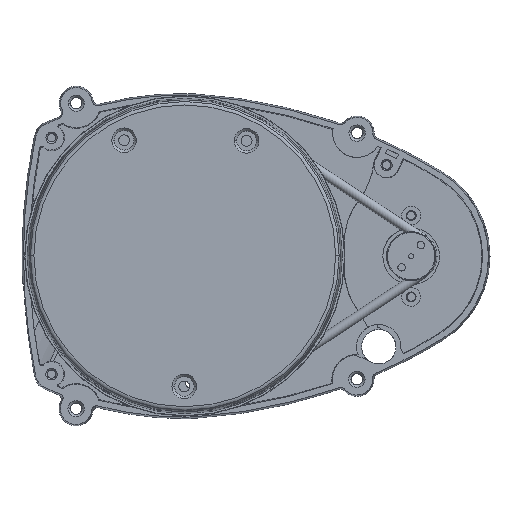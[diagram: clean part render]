
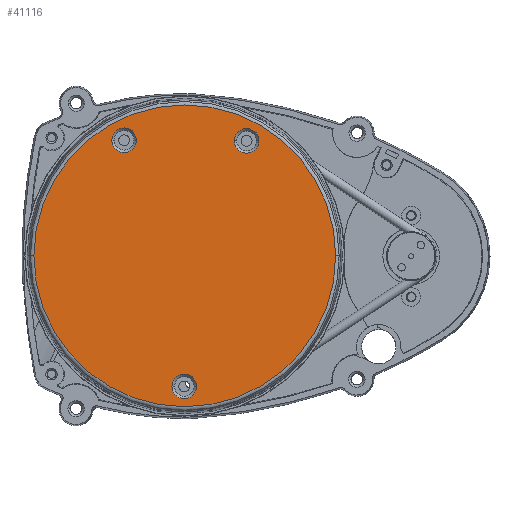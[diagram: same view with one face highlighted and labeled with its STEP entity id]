
A CAD part, top view. The second image highlights one B-rep face of the part: STEP entity #41116.
In plain terms, the highlighted planar face has unit normal (0, 0, 1).
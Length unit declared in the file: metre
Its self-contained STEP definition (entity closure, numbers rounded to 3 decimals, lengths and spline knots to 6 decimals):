
#38324=CARTESIAN_POINT('',(-0.000101,-0.026505,0.017));
#38325=DIRECTION('',(0.,0.,-1.));
#38326=DIRECTION('',(1.,0.,0.));
#38327=AXIS2_PLACEMENT_3D('',#38324,#38325,#38326);
#38329=CARTESIAN_POINT('',(-0.000101,-0.026505,0.017));
#38330=DIRECTION('',(0.,0.,-1.));
#38331=DIRECTION('',(-1.,0.,0.));
#38332=AXIS2_PLACEMENT_3D('',#38329,#38330,#38331);
#38334=CARTESIAN_POINT('',(0.012548,0.023345,0.017));
#38335=DIRECTION('',(0.,0.,-1.));
#38336=DIRECTION('',(1.,0.,0.));
#38337=AXIS2_PLACEMENT_3D('',#38334,#38335,#38336);
#38339=CARTESIAN_POINT('',(0.012548,0.023345,0.017));
#38340=DIRECTION('',(0.,0.,-1.));
#38341=DIRECTION('',(-1.,0.,0.));
#38342=AXIS2_PLACEMENT_3D('',#38339,#38340,#38341);
#38344=CARTESIAN_POINT('',(-0.012306,0.023456,0.017));
#38345=DIRECTION('',(0.,0.,-1.));
#38346=DIRECTION('',(1.,0.,0.));
#38347=AXIS2_PLACEMENT_3D('',#38344,#38345,#38346);
#38349=CARTESIAN_POINT('',(-0.012306,0.023456,0.017));
#38350=DIRECTION('',(0.,0.,-1.));
#38351=DIRECTION('',(-1.,0.,0.));
#38352=AXIS2_PLACEMENT_3D('',#38349,#38350,#38351);
#38354=CARTESIAN_POINT('',(0.,0.,0.017));
#38355=DIRECTION('',(0.,0.,1.));
#38356=DIRECTION('',(1.,0.,0.));
#38357=AXIS2_PLACEMENT_3D('',#38354,#38355,#38356);
#38359=CARTESIAN_POINT('',(0.,0.,0.017));
#38360=DIRECTION('',(0.,0.,1.));
#38361=DIRECTION('',(-1.,0.,0.));
#38362=AXIS2_PLACEMENT_3D('',#38359,#38360,#38361);
#39043=CARTESIAN_POINT('',(-0.030633,0.,0.017));
#39044=VERTEX_POINT('',#39043);
#39045=CARTESIAN_POINT('',(0.030633,0.,0.017));
#39046=VERTEX_POINT('',#39045);
#39128=CARTESIAN_POINT('',(0.002399,-0.026505,0.017));
#39130=VERTEX_POINT('',#39128);
#39132=CARTESIAN_POINT('',(-0.002601,-0.026505,0.017));
#39134=VERTEX_POINT('',#39132);
#39191=CARTESIAN_POINT('',(-0.009806,0.023456,0.017));
#39192=VERTEX_POINT('',#39191);
#39193=CARTESIAN_POINT('',(-0.014806,0.023456,0.017));
#39194=VERTEX_POINT('',#39193);
#39195=CARTESIAN_POINT('',(0.010048,0.023345,0.017));
#39196=VERTEX_POINT('',#39195);
#39197=CARTESIAN_POINT('',(0.015048,0.023345,0.017));
#39198=VERTEX_POINT('',#39197);
#41089=CARTESIAN_POINT('',(0.,0.,0.017));
#41090=DIRECTION('',(0.,0.,1.));
#41091=DIRECTION('',(1.,0.,0.));
#41092=AXIS2_PLACEMENT_3D('',#41089,#41090,#41091);
#41093=PLANE('',#41092);
#41095=ORIENTED_EDGE('',*,*,#41094,.F.);
#41097=ORIENTED_EDGE('',*,*,#41096,.F.);
#41098=EDGE_LOOP('',(#41095,#41097));
#41099=FACE_OUTER_BOUND('',#41098,.F.);
#41100=ORIENTED_EDGE('',*,*,#41035,.F.);
#41101=ORIENTED_EDGE('',*,*,#41057,.F.);
#41102=EDGE_LOOP('',(#41100,#41101));
#41103=FACE_BOUND('',#41102,.F.);
#41105=ORIENTED_EDGE('',*,*,#41104,.F.);
#41107=ORIENTED_EDGE('',*,*,#41106,.F.);
#41108=EDGE_LOOP('',(#41105,#41107));
#41109=FACE_BOUND('',#41108,.F.);
#41111=ORIENTED_EDGE('',*,*,#41110,.F.);
#41113=ORIENTED_EDGE('',*,*,#41112,.F.);
#41114=EDGE_LOOP('',(#41111,#41113));
#41115=FACE_BOUND('',#41114,.F.);
#38328=CIRCLE('',#38327,0.0025);
#38333=CIRCLE('',#38332,0.0025);
#38338=CIRCLE('',#38337,0.0025);
#38343=CIRCLE('',#38342,0.0025);
#38348=CIRCLE('',#38347,0.0025);
#38353=CIRCLE('',#38352,0.0025);
#38358=CIRCLE('',#38357,0.030633);
#38363=CIRCLE('',#38362,0.030633);
#41035=EDGE_CURVE('',#39198,#39196,#38338,.T.);
#41057=EDGE_CURVE('',#39196,#39198,#38343,.T.);
#41094=EDGE_CURVE('',#39046,#39044,#38358,.T.);
#41096=EDGE_CURVE('',#39044,#39046,#38363,.T.);
#41104=EDGE_CURVE('',#39192,#39194,#38348,.T.);
#41106=EDGE_CURVE('',#39194,#39192,#38353,.T.);
#41110=EDGE_CURVE('',#39130,#39134,#38328,.T.);
#41112=EDGE_CURVE('',#39134,#39130,#38333,.T.);
#41116=ADVANCED_FACE('',(#41099,#41103,#41109,#41115),#41093,.T.);
